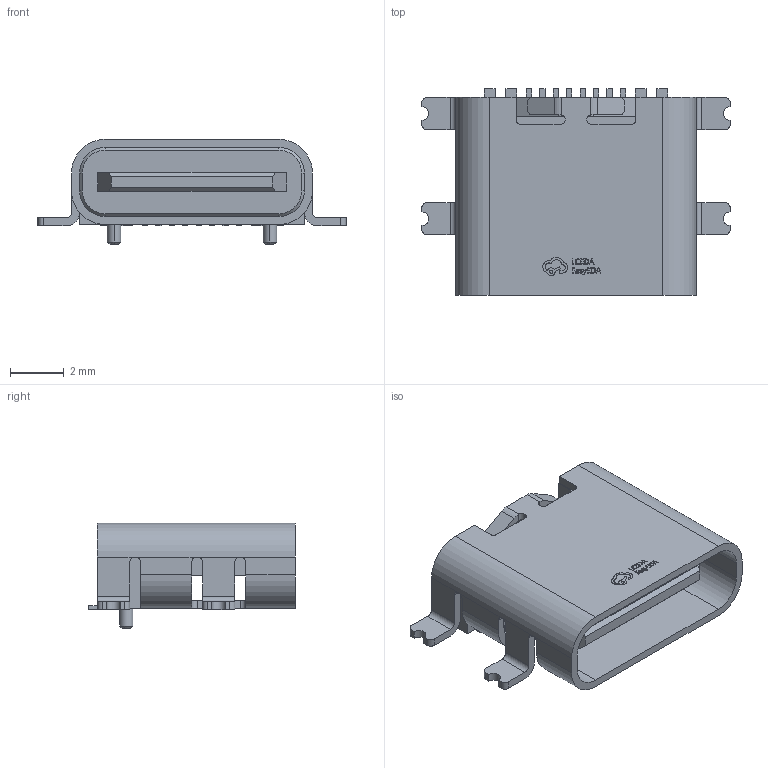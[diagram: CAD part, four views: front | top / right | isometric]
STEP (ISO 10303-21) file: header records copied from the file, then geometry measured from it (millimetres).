
FILE_DESCRIPTION (( 'STEP AP214' ), '1' );
FILE_NAME ('USB-C-SMD_TYPE-C-31-M-22.step', '2022-07-15T09:23:04', ( '' ), ( '' ), 'SwSTEP 2.0', 'SolidWorks 2020', '' );
FILE_SCHEMA (( 'AUTOMOTIVE_DESIGN' ));
Length unit declared in the file: millimetre
Products named in the file (1): USB-C-SMD_TYPE-C-31-M-22
Bounding box: 11.44 x 7.68 x 3.91 mm (x, y, z)
Volume: 117.5 mm3; surface area: 471.5 mm2
Topology: 15 solids, 15 shells, 538 faces, 1473 edges, 970 vertices
Faces by surface type: plane 346, bspline 112, cylinder 72, cone 8
Entity records: 23584 total; most frequent: CARTESIAN_POINT 5098, ORIENTED_EDGE 2946, DIRECTION 2247, EDGE_CURVE 1473, LINE 1089, VECTOR 1089, VERTEX_POINT 970, AXIS2_PLACEMENT_3D 579
